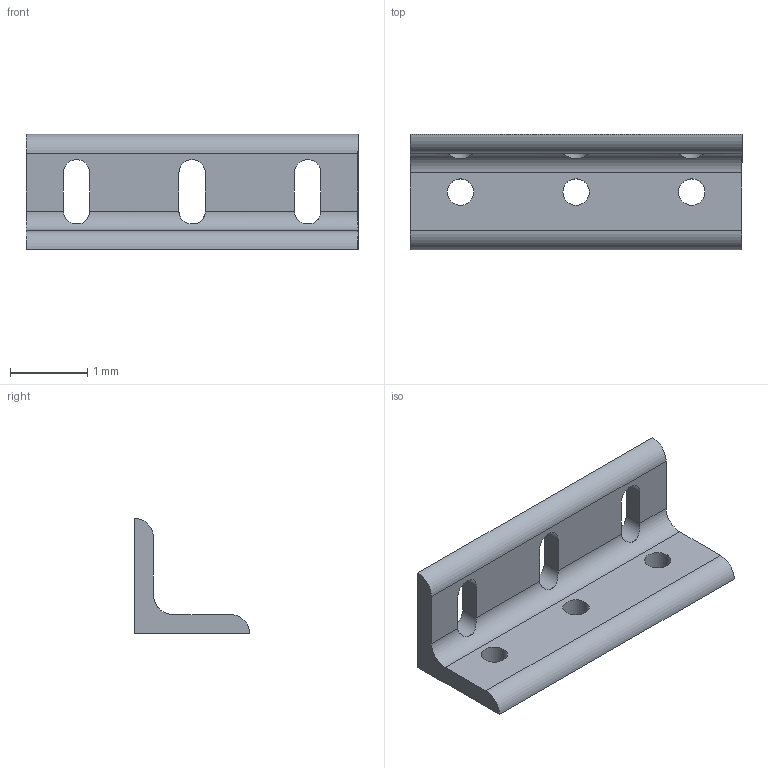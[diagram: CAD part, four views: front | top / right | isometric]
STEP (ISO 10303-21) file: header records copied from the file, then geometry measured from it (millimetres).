
FILE_DESCRIPTION((''),'2;1');
FILE_NAME('15CB4003.stp','2015-07-20T13:25:38',(''),(''),'Mechanical Desktop 2011','Mechanical Desktop 2011',', , ');
FILE_SCHEMA(('CONFIG_CONTROL_DESIGN'));
Length unit declared in the file: millimetre
Products named in the file (1): Product
Bounding box: 4.31 x 1.5 x 1.5 mm (x, y, z)
Volume: 2.6 mm3; surface area: 26.1 mm2
Topology: 1 solids, 1 shells, 30 faces, 87 edges, 56 vertices
Faces by surface type: cylinder 15, plane 15
Entity records: 1154 total; most frequent: CARTESIAN_POINT 228, ORIENTED_EDGE 174, DIRECTION 173, EDGE_CURVE 87, AXIS2_PLACEMENT_3D 61, VERTEX_POINT 56, VECTOR 51, LINE 51
